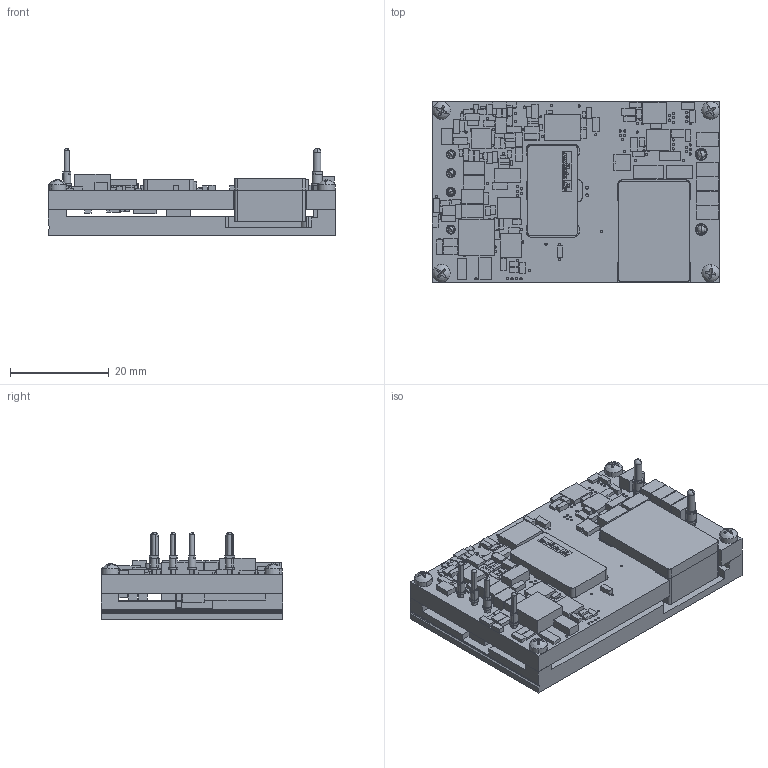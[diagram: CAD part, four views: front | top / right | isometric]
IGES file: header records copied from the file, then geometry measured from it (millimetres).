
Start section: SolidWorks IGES file using analytic representation for surfaces
Global section: file name: uwq_12_17_q48_bp_a.igs; native system: SolidWorks 2013; preprocessor: SolidWorks 2013; author: dbrennan; date: 140904.092647; units: inch
Bounding box: 58.42 x 36.83 x 17.68 mm (x, y, z)
Surface area: 13893.8 mm2 (no closed solid volume)
Topology: 0 solids, 0 shells, 1033 faces, 12057 edges, 12045 vertices
Faces by surface type: bspline 740, revolution 293
